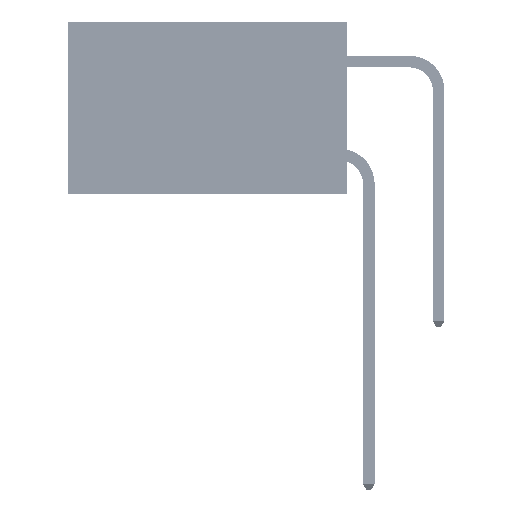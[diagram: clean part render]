
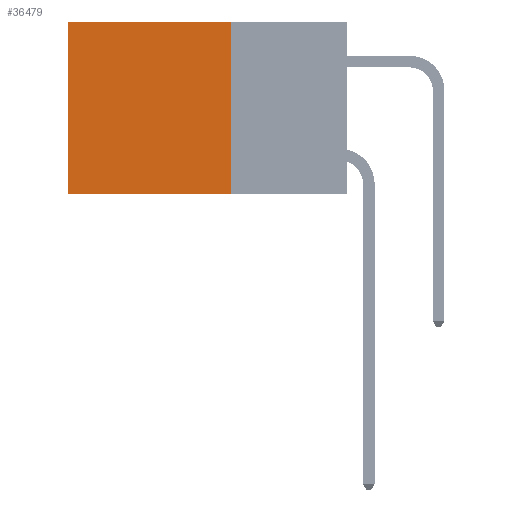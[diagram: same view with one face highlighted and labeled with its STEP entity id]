
A CAD part, left-side view. The second image highlights one B-rep face of the part: STEP entity #36479.
In plain terms, the highlighted planar face has unit normal (-1, 0, 0).
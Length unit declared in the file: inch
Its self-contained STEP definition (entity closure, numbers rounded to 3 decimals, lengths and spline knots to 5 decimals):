
#537 = EDGE_LOOP ( 'NONE', ( #30467, #54908, #4513, #33307 ) ) ;
#2013 = DIRECTION ( 'NONE',  ( 0., 0., -1. ) ) ;
#2932 = EDGE_CURVE ( 'NONE', #16280, #3546, #8370, .T. ) ;
#3546 = VERTEX_POINT ( 'NONE', #34342 ) ;
#4513 = ORIENTED_EDGE ( 'NONE', *, *, #52771, .F. ) ;
#4694 = EDGE_CURVE ( 'NONE', #36475, #10039, #19744, .T. ) ;
#6502 = EDGE_CURVE ( 'NONE', #3546, #10039, #12925, .T. ) ;
#8370 = LINE ( 'NONE', #45805, #35702 ) ;
#10039 = VERTEX_POINT ( 'NONE', #42211 ) ;
#11869 = AXIS2_PLACEMENT_3D ( 'NONE', #27560, #45298, #2013 ) ;
#12552 = DIRECTION ( 'NONE',  ( 0., 0., -1. ) ) ;
#12925 = LINE ( 'NONE', #32314, #20957 ) ;
#15486 = DIRECTION ( 'NONE',  ( 0., 0., -1. ) ) ;
#16280 = VERTEX_POINT ( 'NONE', #39418 ) ;
#16643 = DIRECTION ( 'NONE',  ( 0., 1., 0. ) ) ;
#19744 = LINE ( 'NONE', #25478, #51211 ) ;
#20957 = VECTOR ( 'NONE', #15486, 39.37008 ) ;
#23632 = CARTESIAN_POINT ( 'NONE',  ( 0.2875, 0.25, -0.37 ) ) ;
#25478 = CARTESIAN_POINT ( 'NONE',  ( 0.2875, 0.25, -0.37 ) ) ;
#27560 = CARTESIAN_POINT ( 'NONE',  ( 0.2875, 0.25, 0. ) ) ;
#30467 = ORIENTED_EDGE ( 'NONE', *, *, #6502, .T. ) ;
#32314 = CARTESIAN_POINT ( 'NONE',  ( 0.2875, 0.6, 0. ) ) ;
#33307 = ORIENTED_EDGE ( 'NONE', *, *, #2932, .T. ) ;
#34342 = CARTESIAN_POINT ( 'NONE',  ( 0.2875, 0.6, 0. ) ) ;
#35702 = VECTOR ( 'NONE', #45623, 39.37008 ) ;
#36475 = VERTEX_POINT ( 'NONE', #23632 ) ;
#36479 = ADVANCED_FACE ( 'NONE', ( #46827 ), #53151, .F. ) ;
#39418 = CARTESIAN_POINT ( 'NONE',  ( 0.2875, 0.25, 0. ) ) ;
#42211 = CARTESIAN_POINT ( 'NONE',  ( 0.2875, 0.6, -0.37 ) ) ;
#45298 = DIRECTION ( 'NONE',  ( 1., 0., 0. ) ) ;
#45623 = DIRECTION ( 'NONE',  ( 0., 1., 0. ) ) ;
#45805 = CARTESIAN_POINT ( 'NONE',  ( 0.2875, 0.25, 0. ) ) ;
#46827 = FACE_OUTER_BOUND ( 'NONE', #537, .T. ) ;
#47122 = CARTESIAN_POINT ( 'NONE',  ( 0.2875, 0.25, 0. ) ) ;
#48860 = VECTOR ( 'NONE', #12552, 39.37008 ) ;
#50200 = LINE ( 'NONE', #47122, #48860 ) ;
#51211 = VECTOR ( 'NONE', #16643, 39.37008 ) ;
#52771 = EDGE_CURVE ( 'NONE', #16280, #36475, #50200, .T. ) ;
#53151 = PLANE ( 'NONE',  #11869 ) ;
#54908 = ORIENTED_EDGE ( 'NONE', *, *, #4694, .F. ) ;
